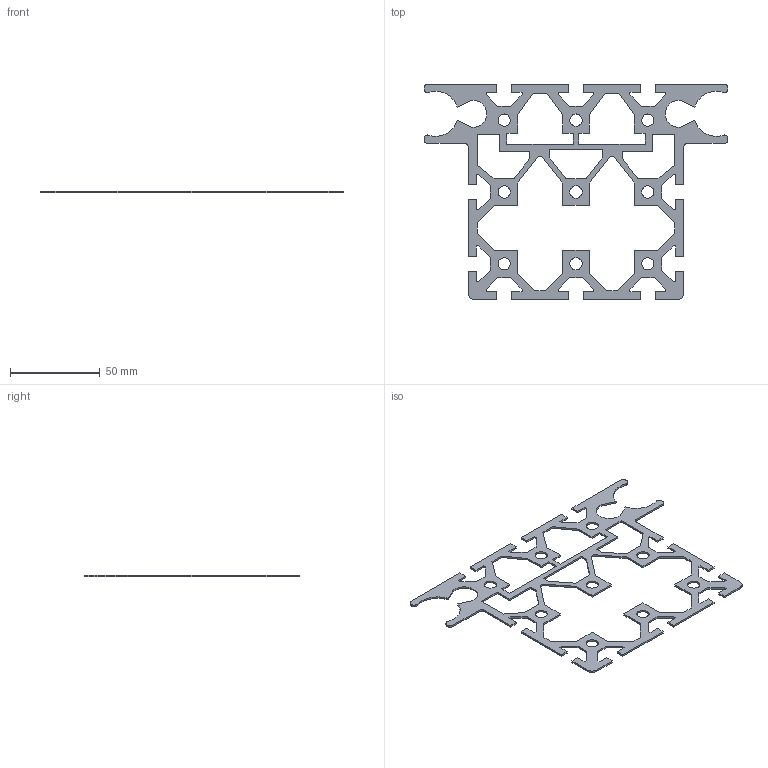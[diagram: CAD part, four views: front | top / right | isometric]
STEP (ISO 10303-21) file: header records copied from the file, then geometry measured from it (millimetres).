
FILE_DESCRIPTION((''),'2;1');
FILE_NAME('SP090_extern.ipt.step','2007-09-10T15:08:31',(''),(''),'Autodesk Inventor 11','Autodesk Inventor 11','');
FILE_SCHEMA(('AUTOMOTIVE_DESIGN { 1 0 10303 214 1 1 1 1 }'));
Length unit declared in the file: millimetre
Products named in the file (1): SP090_extern
Bounding box: 169 x 120 x 1 mm (x, y, z)
Volume: 5746.5 mm3; surface area: 13695.4 mm2
Topology: 1 solids, 1 shells, 217 faces, 654 edges, 439 vertices
Faces by surface type: plane 165, bspline 39, cylinder 13
Entity records: 7393 total; most frequent: CARTESIAN_POINT 1597, ORIENTED_EDGE 1272, DIRECTION 1048, EDGE_CURVE 636, VECTOR 582, LINE 582, VERTEX_POINT 430, EDGE_LOOP 256
